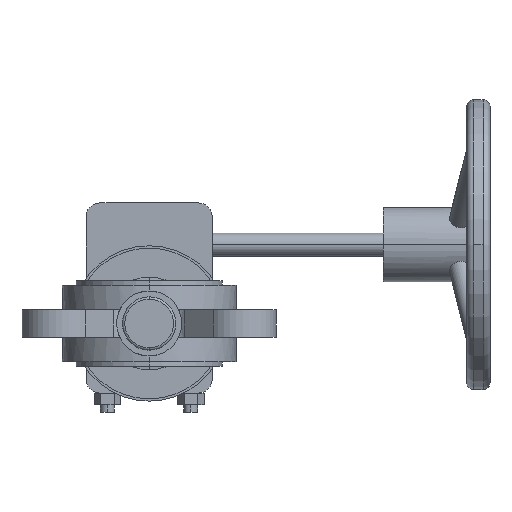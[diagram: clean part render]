
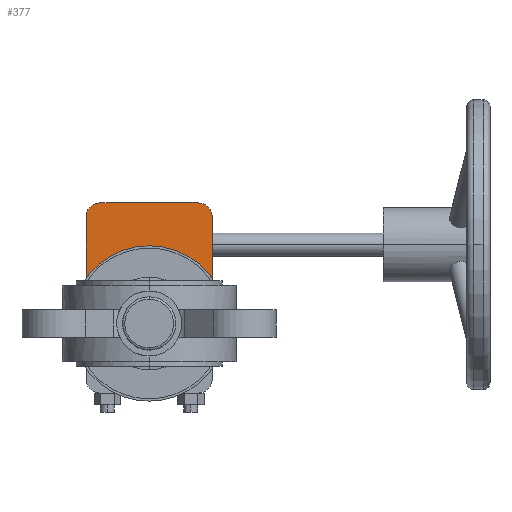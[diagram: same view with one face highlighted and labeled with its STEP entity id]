
A CAD part, front view. The second image highlights one B-rep face of the part: STEP entity #377.
In plain terms, the highlighted planar face has unit normal (0, -1, 0).
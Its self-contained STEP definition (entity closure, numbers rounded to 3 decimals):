
#377 = ADVANCED_FACE( '', ( #935 ), #936, .F. );
#935 = FACE_OUTER_BOUND( '', #1515, .T. );
#936 = PLANE( '', #1516 );
#1515 = EDGE_LOOP( '', ( #3703, #3704, #3705, #3706, #3707, #3708, #3709, #3710, #3711, #3712, #3713, #3714, #3715, #3716, #3717, #3718, #3719, #3720, #3721, #3722 ) );
#1516 = AXIS2_PLACEMENT_3D( '', #3723, #3724, #3725 );
#3703 = ORIENTED_EDGE( '', *, *, #4601, .T. );
#3704 = ORIENTED_EDGE( '', *, *, #4597, .T. );
#3705 = ORIENTED_EDGE( '', *, *, #4644, .T. );
#3706 = ORIENTED_EDGE( '', *, *, #4641, .T. );
#3707 = ORIENTED_EDGE( '', *, *, #4637, .T. );
#3708 = ORIENTED_EDGE( '', *, *, #4653, .F. );
#3709 = ORIENTED_EDGE( '', *, *, #4612, .T. );
#3710 = ORIENTED_EDGE( '', *, *, #4603, .T. );
#3711 = ORIENTED_EDGE( '', *, *, #4635, .T. );
#3712 = ORIENTED_EDGE( '', *, *, #4632, .T. );
#3713 = ORIENTED_EDGE( '', *, *, #4629, .T. );
#3714 = ORIENTED_EDGE( '', *, *, #4358, .F. );
#3715 = ORIENTED_EDGE( '', *, *, #4654, .F. );
#3716 = ORIENTED_EDGE( '', *, *, #4655, .F. );
#3717 = ORIENTED_EDGE( '', *, *, #4656, .F. );
#3718 = ORIENTED_EDGE( '', *, *, #4657, .F. );
#3719 = ORIENTED_EDGE( '', *, *, #4658, .F. );
#3720 = ORIENTED_EDGE( '', *, *, #4659, .F. );
#3721 = ORIENTED_EDGE( '', *, *, #4660, .F. );
#3722 = ORIENTED_EDGE( '', *, *, #4352, .F. );
#3723 = CARTESIAN_POINT( '', ( 0., 137., -18.5 ) );
#3724 = DIRECTION( '', ( 0., 1., 0. ) );
#3725 = DIRECTION( '', ( 0., 0., -1. ) );
#4352 = EDGE_CURVE( '', #5412, #5408, #5414, .T. );
#4358 = EDGE_CURVE( '', #5421, #5424, #5425, .T. );
#4597 = EDGE_CURVE( '', #5826, #5827, #5828, .T. );
#4601 = EDGE_CURVE( '', #5412, #5826, #5834, .T. );
#4603 = EDGE_CURVE( '', #5836, #5837, #5838, .T. );
#4612 = EDGE_CURVE( '', #5853, #5836, #5854, .T. );
#4629 = EDGE_CURVE( '', #5881, #5424, #5882, .T. );
#4632 = EDGE_CURVE( '', #5886, #5881, #5887, .T. );
#4635 = EDGE_CURVE( '', #5837, #5886, #5891, .T. );
#4637 = EDGE_CURVE( '', #5893, #5894, #5895, .T. );
#4641 = EDGE_CURVE( '', #5901, #5893, #5902, .T. );
#4644 = EDGE_CURVE( '', #5827, #5901, #5906, .T. );
#4653 = EDGE_CURVE( '', #5853, #5894, #5918, .T. );
#4654 = EDGE_CURVE( '', #5919, #5421, #5920, .T. );
#4655 = EDGE_CURVE( '', #5921, #5919, #5922, .T. );
#4656 = EDGE_CURVE( '', #5923, #5921, #5924, .T. );
#4657 = EDGE_CURVE( '', #5925, #5923, #5926, .T. );
#4658 = EDGE_CURVE( '', #5927, #5925, #5928, .T. );
#4659 = EDGE_CURVE( '', #5929, #5927, #5930, .T. );
#4660 = EDGE_CURVE( '', #5408, #5929, #5931, .T. );
#5408 = VERTEX_POINT( '', #7647 );
#5412 = VERTEX_POINT( '', #7652 );
#5414 = CIRCLE( '', #7663, 25.029 );
#5421 = VERTEX_POINT( '', #7690 );
#5424 = VERTEX_POINT( '', #7694 );
#5425 = CIRCLE( '', #7695, 25.029 );
#5826 = VERTEX_POINT( '', #9127 );
#5827 = VERTEX_POINT( '', #9128 );
#5828 = CIRCLE( '', #9129, 9. );
#5834 = LINE( '', #9137, #9138 );
#5836 = VERTEX_POINT( '', #9141 );
#5837 = VERTEX_POINT( '', #9142 );
#5838 = CIRCLE( '', #9143, 9. );
#5853 = VERTEX_POINT( '', #9165 );
#5854 = LINE( '', #9166, #9167 );
#5881 = VERTEX_POINT( '', #9224 );
#5882 = LINE( '', #9225, #9226 );
#5886 = VERTEX_POINT( '', #9232 );
#5887 = CIRCLE( '', #9233, 9. );
#5891 = CIRCLE( '', #9238, 2. );
#5893 = VERTEX_POINT( '', #9240 );
#5894 = VERTEX_POINT( '', #9241 );
#5895 = LINE( '', #9242, #9243 );
#5901 = VERTEX_POINT( '', #9260 );
#5902 = CIRCLE( '', #9261, 9. );
#5906 = CIRCLE( '', #9266, 2. );
#5918 = CIRCLE( '', #9319, 25.029 );
#5919 = VERTEX_POINT( '', #9320 );
#5920 = LINE( '', #9321, #9322 );
#5921 = VERTEX_POINT( '', #9323 );
#5922 = LINE( '', #9324, #9325 );
#5923 = VERTEX_POINT( '', #9326 );
#5924 = CIRCLE( '', #9327, 6. );
#5925 = VERTEX_POINT( '', #9328 );
#5926 = LINE( '', #9329, #9330 );
#5927 = VERTEX_POINT( '', #9331 );
#5928 = CIRCLE( '', #9332, 6. );
#5929 = VERTEX_POINT( '', #9333 );
#5930 = LINE( '', #9334, #9335 );
#5931 = LINE( '', #9336, #9337 );
#7647 = CARTESIAN_POINT( '', ( -25.029, 137., -18.5 ) );
#7652 = CARTESIAN_POINT( '', ( -21.588, 137., -5.834 ) );
#7663 = AXIS2_PLACEMENT_3D( '', #10162, #10163, #10164 );
#7690 = CARTESIAN_POINT( '', ( 25.029, 137., -18.5 ) );
#7694 = CARTESIAN_POINT( '', ( 21.588, 137., -5.834 ) );
#7695 = AXIS2_PLACEMENT_3D( '', #10168, #10169, #10170 );
#9127 = CARTESIAN_POINT( '', ( -22.37, 137., -4.717 ) );
#9128 = CARTESIAN_POINT( '', ( -23.371, 137., 3.744 ) );
#9129 = AXIS2_PLACEMENT_3D( '', #10583, #10584, #10585 );
#9137 = CARTESIAN_POINT( '', ( -15.452, 137., -14.597 ) );
#9138 = VECTOR( '', #10591, 1. );
#9141 = CARTESIAN_POINT( '', ( 13.783, 137., 3.87 ) );
#9142 = CARTESIAN_POINT( '', ( 22.244, 137., 4.871 ) );
#9143 = AXIS2_PLACEMENT_3D( '', #10593, #10594, #10595 );
#9165 = CARTESIAN_POINT( '', ( 12.666, 137., 3.088 ) );
#9166 = CARTESIAN_POINT( '', ( 3.903, 137., -3.048 ) );
#9167 = VECTOR( '', #10609, 1. );
#9224 = CARTESIAN_POINT( '', ( 22.37, 137., -4.717 ) );
#9225 = CARTESIAN_POINT( '', ( 14.286, 137., -16.262 ) );
#9226 = VECTOR( '', #10631, 1. );
#9232 = CARTESIAN_POINT( '', ( 23.371, 137., 3.744 ) );
#9233 = AXIS2_PLACEMENT_3D( '', #10634, #10635, #10636 );
#9238 = AXIS2_PLACEMENT_3D( '', #10641, #10642, #10643 );
#9240 = CARTESIAN_POINT( '', ( -13.783, 137., 3.87 ) );
#9241 = CARTESIAN_POINT( '', ( -12.666, 137., 3.088 ) );
#9242 = CARTESIAN_POINT( '', ( -2.238, 137., -4.214 ) );
#9243 = VECTOR( '', #10647, 1. );
#9260 = CARTESIAN_POINT( '', ( -22.244, 137., 4.871 ) );
#9261 = AXIS2_PLACEMENT_3D( '', #10650, #10651, #10652 );
#9266 = AXIS2_PLACEMENT_3D( '', #10657, #10658, #10659 );
#9319 = AXIS2_PLACEMENT_3D( '', #10671, #10672, #10673 );
#9320 = CARTESIAN_POINT( '', ( 27.2, 137., -18.5 ) );
#9321 = CARTESIAN_POINT( '', ( 27.2, 137., -18.5 ) );
#9322 = VECTOR( '', #10674, 1. );
#9323 = CARTESIAN_POINT( '', ( 27.2, 137., 27.5 ) );
#9324 = CARTESIAN_POINT( '', ( 27.2, 137., 27.5 ) );
#9325 = VECTOR( '', #10675, 1. );
#9326 = CARTESIAN_POINT( '', ( 21.2, 137., 33.5 ) );
#9327 = AXIS2_PLACEMENT_3D( '', #10676, #10677, #10678 );
#9328 = CARTESIAN_POINT( '', ( -21.2, 137., 33.5 ) );
#9329 = CARTESIAN_POINT( '', ( -21.2, 137., 33.5 ) );
#9330 = VECTOR( '', #10679, 1. );
#9331 = CARTESIAN_POINT( '', ( -27.2, 137., 27.5 ) );
#9332 = AXIS2_PLACEMENT_3D( '', #10680, #10681, #10682 );
#9333 = CARTESIAN_POINT( '', ( -27.2, 137., -18.5 ) );
#9334 = CARTESIAN_POINT( '', ( -27.2, 137., -18.5 ) );
#9335 = VECTOR( '', #10683, 1. );
#9336 = CARTESIAN_POINT( '', ( 27.2, 137., -18.5 ) );
#9337 = VECTOR( '', #10684, 1. );
#10162 = CARTESIAN_POINT( '', ( 0., 137., -18.5 ) );
#10163 = DIRECTION( '', ( 0., -1., 0. ) );
#10164 = DIRECTION( '', ( -1., 0., 0. ) );
#10168 = CARTESIAN_POINT( '', ( 0., 137., -18.5 ) );
#10169 = DIRECTION( '', ( 0., -1., 0. ) );
#10170 = DIRECTION( '', ( -1., 0., 0. ) );
#10583 = CARTESIAN_POINT( '', ( -14.998, 137., 0.445 ) );
#10584 = DIRECTION( '', ( 0., 1., 0. ) );
#10585 = DIRECTION( '', ( -0.819, 0., -0.574 ) );
#10591 = DIRECTION( '', ( -0.574, 0., 0.819 ) );
#10593 = CARTESIAN_POINT( '', ( 18.945, 137., -3.502 ) );
#10594 = DIRECTION( '', ( 0., 1., 0. ) );
#10595 = DIRECTION( '', ( -0.574, 0., 0.819 ) );
#10609 = DIRECTION( '', ( 0.819, 0., 0.574 ) );
#10631 = DIRECTION( '', ( -0.574, 0., -0.819 ) );
#10634 = CARTESIAN_POINT( '', ( 14.998, 137., 0.445 ) );
#10635 = DIRECTION( '', ( 0., 1., 0. ) );
#10636 = DIRECTION( '', ( 0.93, 0., 0.367 ) );
#10641 = CARTESIAN_POINT( '', ( 21.511, 137., 3.011 ) );
#10642 = DIRECTION( '', ( 0., 1., 0. ) );
#10643 = DIRECTION( '', ( 0.367, 0., 0.93 ) );
#10647 = DIRECTION( '', ( 0.819, 0., -0.574 ) );
#10650 = CARTESIAN_POINT( '', ( -18.945, 137., -3.502 ) );
#10651 = DIRECTION( '', ( 0., 1., 0. ) );
#10652 = DIRECTION( '', ( -0.367, 0., 0.93 ) );
#10657 = CARTESIAN_POINT( '', ( -21.511, 137., 3.011 ) );
#10658 = DIRECTION( '', ( 0., 1., 0. ) );
#10659 = DIRECTION( '', ( -0.93, 0., 0.367 ) );
#10671 = CARTESIAN_POINT( '', ( 0., 137., -18.5 ) );
#10672 = DIRECTION( '', ( 0., -1., 0. ) );
#10673 = DIRECTION( '', ( -1., 0., 0. ) );
#10674 = DIRECTION( '', ( -1., 0., 0. ) );
#10675 = DIRECTION( '', ( 0., 0., -1. ) );
#10676 = CARTESIAN_POINT( '', ( 21.2, 137., 27.5 ) );
#10677 = DIRECTION( '', ( 0., 1., 0. ) );
#10678 = DIRECTION( '', ( 0., 0., 1. ) );
#10679 = DIRECTION( '', ( 1., 0., 0. ) );
#10680 = CARTESIAN_POINT( '', ( -21.2, 137., 27.5 ) );
#10681 = DIRECTION( '', ( 0., 1., 0. ) );
#10682 = DIRECTION( '', ( -1., 0., 0. ) );
#10683 = DIRECTION( '', ( 0., 0., 1. ) );
#10684 = DIRECTION( '', ( -1., 0., 0. ) );
